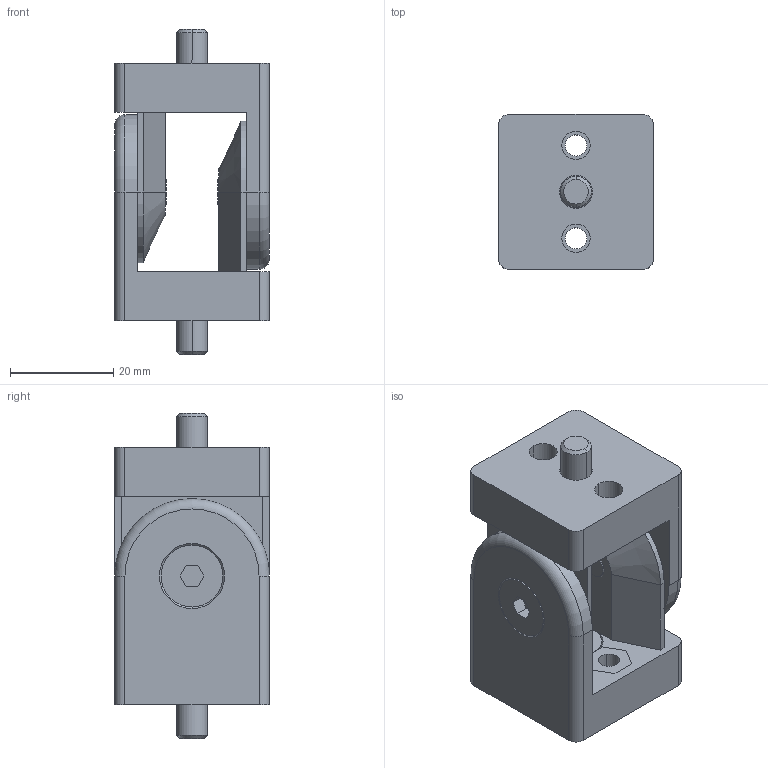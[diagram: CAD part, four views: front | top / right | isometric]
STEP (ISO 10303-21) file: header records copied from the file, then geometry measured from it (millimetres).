
FILE_DESCRIPTION (( 'STEP AP203' ), '1' );
FILE_NAME ('3_842_502_683_Bosch.step', '2024-06-10T06:26:19', ( '' ), ( '' ), 'SwSTEP 2.0', 'SolidWorks 2014', '' );
FILE_SCHEMA (( 'CONFIG_CONTROL_DESIGN' ));
Length unit declared in the file: millimetre
Products named in the file (11): Part-2; Part-3; Part-5; Part-1; Part-9; Part-10; Part-7; 3_842_502_683_Bosch; Part-6; Part-8; Part-4
Assembly tree (10 placements, depth 2):
  3_842_502_683_Bosch
    Part-1
    Part-2
    Part-3
    Part-4
    Part-5
    Part-6
    Part-7
    Part-8
    Part-9
    Part-10
Bounding box: 30 x 30 x 63 mm (x, y, z)
Volume: 28671.4 mm3; surface area: 16094.9 mm2
Topology: 10 solids, 10 shells, 210 faces, 510 edges, 328 vertices
Faces by surface type: plane 118, cylinder 64, cone 26, torus 2
Entity records: 7351 total; most frequent: DIRECTION 1108, CARTESIAN_POINT 1061, ORIENTED_EDGE 1020, EDGE_CURVE 510, AXIS2_PLACEMENT_3D 375, VECTOR 358, LINE 358, VERTEX_POINT 328
